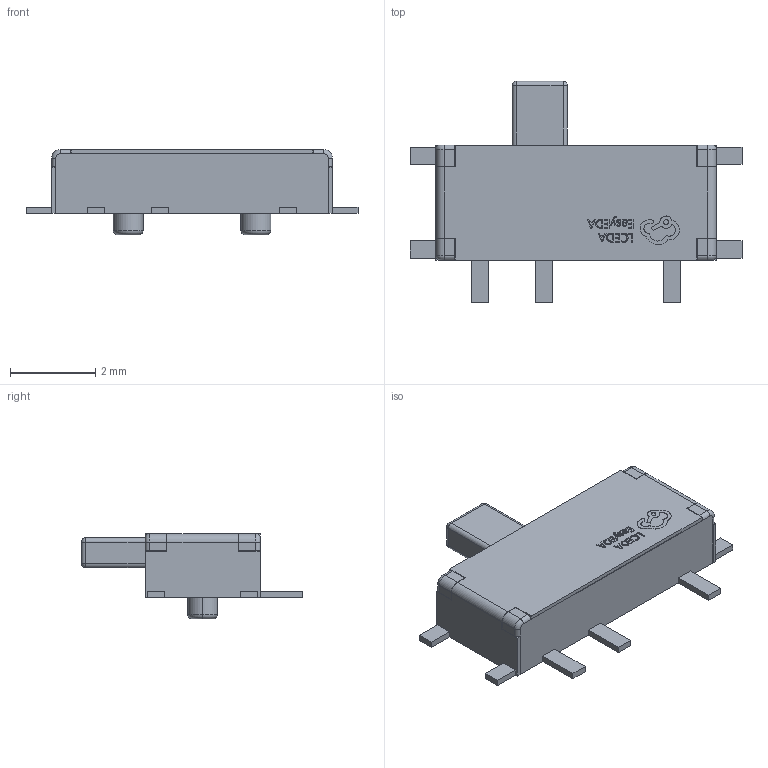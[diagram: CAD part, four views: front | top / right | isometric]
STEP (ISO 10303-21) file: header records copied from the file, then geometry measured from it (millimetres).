
FILE_DESCRIPTION (( 'STEP AP214' ), '1' );
FILE_NAME ('SW-SMD_3P-L6.6-W2.7-LS7.8-P1.50.step', '2022-07-26T14:29:52', ( '' ), ( '' ), 'SwSTEP 2.0', 'SolidWorks 2020', '' );
FILE_SCHEMA (( 'AUTOMOTIVE_DESIGN' ));
Length unit declared in the file: millimetre
Products named in the file (1): SW-SMD_3P-L6.6-W2.7-LS7.8-P1.50
Bounding box: 7.8 x 5.2 x 2.01 mm (x, y, z)
Volume: 27.9 mm3; surface area: 125.8 mm2
Topology: 5 solids, 5 shells, 416 faces, 1106 edges, 724 vertices
Faces by surface type: plane 266, bspline 112, cylinder 26, torus 8, sphere 4
Entity records: 17965 total; most frequent: CARTESIAN_POINT 4347, ORIENTED_EDGE 2204, DIRECTION 1548, EDGE_CURVE 1102, LINE 810, VECTOR 810, VERTEX_POINT 724, EDGE_LOOP 444
